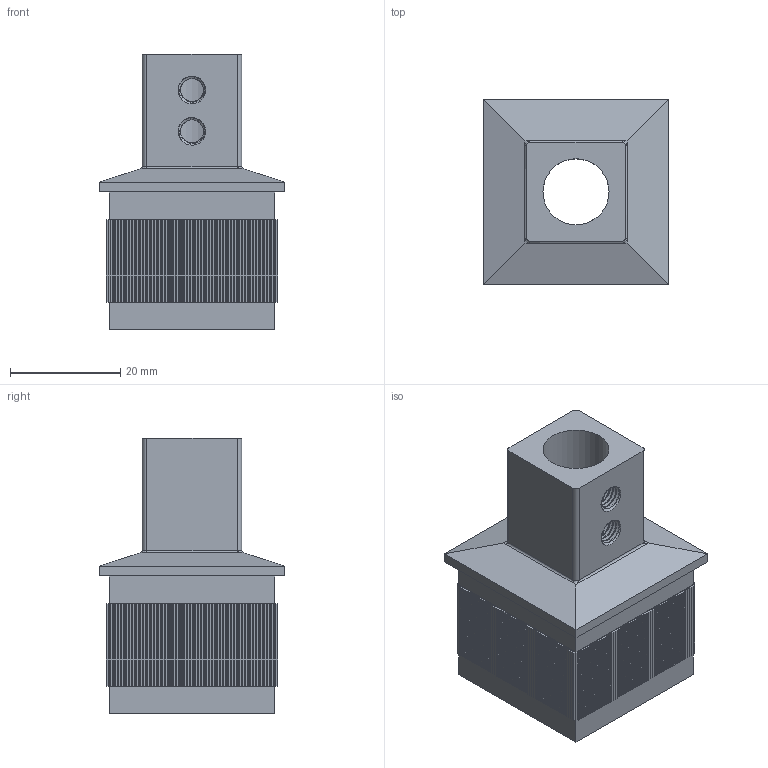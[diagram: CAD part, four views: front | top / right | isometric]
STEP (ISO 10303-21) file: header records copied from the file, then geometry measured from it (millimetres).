
FILE_DESCRIPTION(/* description */ (''),/* implementation_level */ '2;1');
FILE_NAME(/* name */ 'Rohraufsatz_X133.stp',/* time_stamp */ '2017-06-15T09:47:55+02:00',/* author */ (''),/* organization */ (''),/* preprocessor_version */ 'ST-DEVELOPER v16',/* originating_system */ 'SIEMENS PLM Software NX 11.0',/* authorisation */ '');
FILE_SCHEMA (('AUTOMOTIVE_DESIGN { 1 0 10303 214 3 1 1 1 }'));
Length unit declared in the file: millimetre
Products named in the file (1): Goge1D3CD327kvm1
Bounding box: 33.7 x 33.7 x 50 mm (x, y, z)
Volume: 19081.2 mm3; surface area: 11948.5 mm2
Topology: 1 solids, 1 shells, 1032 faces, 3061 edges, 2034 vertices
Faces by surface type: plane 999, cylinder 16, bspline 12, cone 3, torus 2
Full cylindrical faces by diameter (mm): 12 x1, 24.046 x1
Entity records: 36934 total; most frequent: CARTESIAN_POINT 9377, ORIENTED_EDGE 6112, DIRECTION 5080, EDGE_CURVE 3056, LINE 2982, VECTOR 2982, VERTEX_POINT 2034, AXIS2_PLACEMENT_3D 1049
